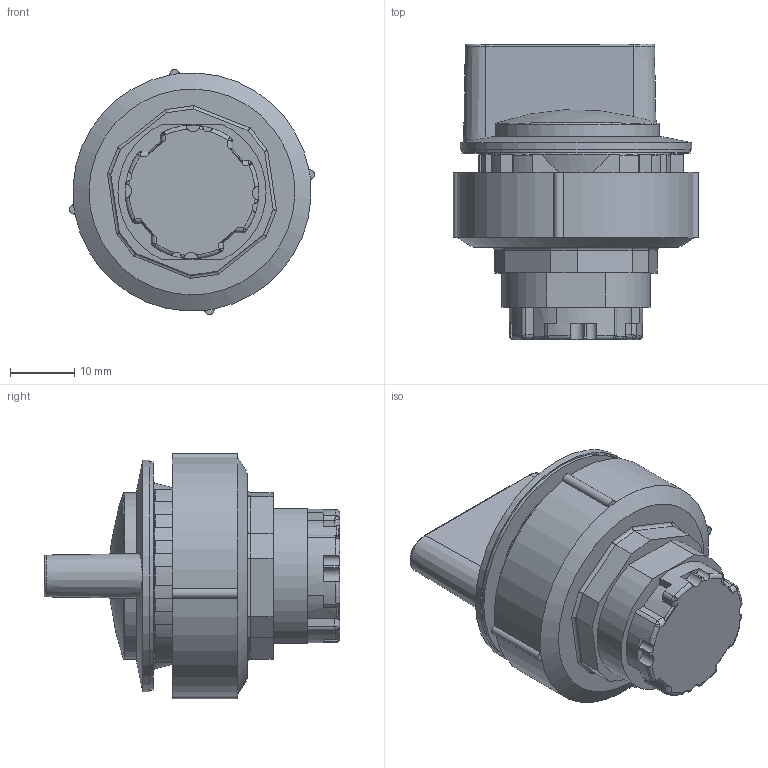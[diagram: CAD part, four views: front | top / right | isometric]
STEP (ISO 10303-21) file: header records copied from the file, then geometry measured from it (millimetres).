
FILE_DESCRIPTION(/* description */ (''),/* implementation_level */ '2;1');
FILE_NAME(/* name */ 'KRJSTB_vereinfacht.stp',/* time_stamp */ '2018-04-12T16:32:58+02:00',/* author */ ('mreiber'),/* organization */ (''),/* preprocessor_version */ 'ST-DEVELOPER v16.1',/* originating_system */ 'Autodesk Inventor 2016',/* authorisation */ '');
FILE_SCHEMA (('AUTOMOTIVE_DESIGN { 1 0 10303 214 3 1 1 }'));
Length unit declared in the file: centimetre
Products named in the file (1): KRJSTB_vereinfacht
Bounding box: 38.1 x 45.9 x 38.1 mm (x, y, z)
Volume: 22999.5 mm3; surface area: 9352 mm2
Topology: 1 solids, 1 shells, 290 faces, 766 edges, 481 vertices
Faces by surface type: plane 132, cylinder 86, torus 35, cone 20, bspline 16, sphere 1
Full cylindrical faces by diameter (mm): 23 x1, 24.25 x1, 27.366 x1, 29 x1, 34 x1, 35.5 x1, 36 x1
Entity records: 9520 total; most frequent: CARTESIAN_POINT 2516, ORIENTED_EDGE 1482, DIRECTION 1470, EDGE_CURVE 741, AXIS2_PLACEMENT_3D 576, VERTEX_POINT 476, LINE 318, VECTOR 318
